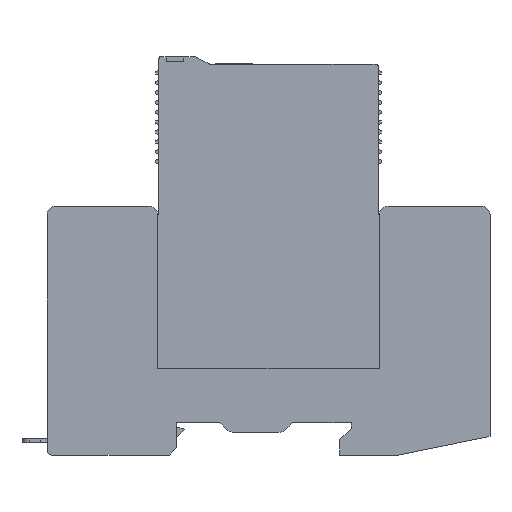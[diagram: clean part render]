
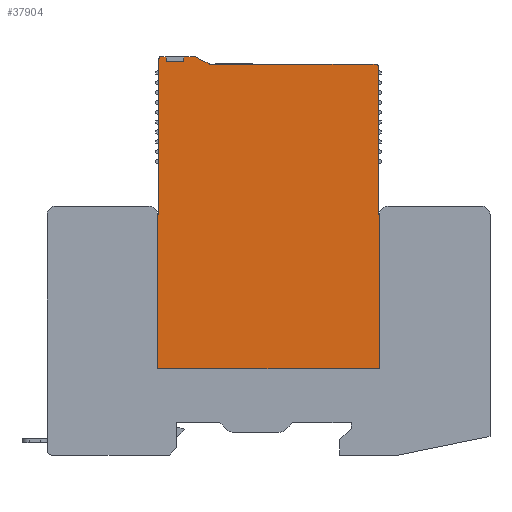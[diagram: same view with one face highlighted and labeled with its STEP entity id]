
A CAD part, front view. The second image highlights one B-rep face of the part: STEP entity #37904.
In plain terms, the highlighted planar face has unit normal (0, -1, 0).
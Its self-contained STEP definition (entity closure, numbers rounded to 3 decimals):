
#35353=DIRECTION('',(-1.,0.,0.));
#35354=VECTOR('',#35353,3.5);
#35355=CARTESIAN_POINT('',(-30.247,-22.35,
74.796));
#35356=LINE('',#35355,#35354);
#35374=DIRECTION('',(0.,0.,1.));
#35375=VECTOR('',#35374,1.);
#35376=CARTESIAN_POINT('',(-30.247,-22.35,
74.796));
#35377=LINE('',#35376,#35375);
#35381=DIRECTION('',(1.,0.,0.));
#35382=VECTOR('',#35381,2.207);
#35383=CARTESIAN_POINT('',(-30.247,-22.35,
75.796));
#35384=LINE('',#35383,#35382);
#35388=CARTESIAN_POINT('',(-28.04,-22.35,
74.746));
#35389=DIRECTION('',(0.,1.,0.));
#35390=DIRECTION('',(0.,0.,1.));
#35391=AXIS2_PLACEMENT_3D('',#35388,#35389,#35390);
#35396=DIRECTION('',(0.891,0.,-0.454));
#35397=VECTOR('',#35396,2.802);
#35398=CARTESIAN_POINT('',(-27.563,-22.35,
75.682));
#35399=LINE('',#35398,#35397);
#35403=CARTESIAN_POINT('',(-24.59,-22.35,
75.346));
#35404=DIRECTION('',(0.,-1.,0.));
#35405=DIRECTION('',(-0.454,0.,-0.891));
#35406=AXIS2_PLACEMENT_3D('',#35403,#35404,#35405);
#35411=DIRECTION('',(1.,0.,0.));
#35412=VECTOR('',#35411,26.95);
#35413=CARTESIAN_POINT('',(-24.59,-22.35,
74.296));
#35414=LINE('',#35413,#35412);
#35418=DIRECTION('',(1.,0.,0.));
#35419=VECTOR('',#35418,1.);
#35420=CARTESIAN_POINT('',(7.96,-22.35,
74.296));
#35421=LINE('',#35420,#35419);
#35425=CARTESIAN_POINT('',(8.96,-22.35,
73.996));
#35426=DIRECTION('',(0.,1.,0.));
#35427=DIRECTION('',(0.,0.,1.));
#35428=AXIS2_PLACEMENT_3D('',#35425,#35426,#35427);
#35433=DIRECTION('',(0.,0.,-1.));
#35434=VECTOR('',#35433,30.3);
#35435=CARTESIAN_POINT('',(9.26,-22.35,
73.996));
#35436=LINE('',#35435,#35434);
#35440=DIRECTION('',(1.,0.,0.));
#35441=VECTOR('',#35440,0.25);
#35442=CARTESIAN_POINT('',(9.26,-22.35,
43.696));
#35443=LINE('',#35442,#35441);
#35447=DIRECTION('',(0.,0.,-1.));
#35448=VECTOR('',#35447,31.3);
#35449=CARTESIAN_POINT('',(9.51,-22.35,
43.696));
#35450=LINE('',#35449,#35448);
#35454=DIRECTION('',(-1.,0.,0.));
#35455=VECTOR('',#35454,45.);
#35456=CARTESIAN_POINT('',(9.51,-22.35,
12.396));
#35457=LINE('',#35456,#35455);
#35461=DIRECTION('',(1.,0.,0.));
#35462=VECTOR('',#35461,0.25);
#35463=CARTESIAN_POINT('',(-35.49,-22.35,
43.696));
#35464=LINE('',#35463,#35462);
#35468=DIRECTION('',(0.,0.,1.));
#35469=VECTOR('',#35468,31.8);
#35470=CARTESIAN_POINT('',(-35.24,-22.35,
43.696));
#35471=LINE('',#35470,#35469);
#35475=CARTESIAN_POINT('',(-34.94,-22.35,
75.496));
#35476=DIRECTION('',(0.,1.,0.));
#35477=DIRECTION('',(-1.,0.,0.));
#35478=AXIS2_PLACEMENT_3D('',#35475,#35476,#35477);
#35483=DIRECTION('',(1.,0.,0.));
#35484=VECTOR('',#35483,1.193);
#35485=CARTESIAN_POINT('',(-34.94,-22.35,
75.796));
#35486=LINE('',#35485,#35484);
#35812=DIRECTION('',(0.,0.,-1.));
#35813=VECTOR('',#35812,31.3);
#35814=CARTESIAN_POINT('',(-35.49,-22.35,
43.696));
#35815=LINE('',#35814,#35813);
#36449=DIRECTION('',(0.,0.,-1.));
#36450=VECTOR('',#36449,0.1);
#36451=CARTESIAN_POINT('',(7.96,-22.35,
74.296));
#36452=LINE('',#36451,#36450);
#36463=DIRECTION('',(-1.,0.,0.));
#36464=VECTOR('',#36463,5.6);
#36465=CARTESIAN_POINT('',(7.96,-22.35,
74.196));
#36466=LINE('',#36465,#36464);
#36484=DIRECTION('',(0.,0.,1.));
#36485=VECTOR('',#36484,0.1);
#36486=CARTESIAN_POINT('',(2.36,-22.35,
74.196));
#36487=LINE('',#36486,#36485);
#36729=DIRECTION('',(0.,0.,1.));
#36730=VECTOR('',#36729,1.);
#36731=CARTESIAN_POINT('',(-33.747,-22.35,
74.796));
#36732=LINE('',#36731,#36730);
#37377=CARTESIAN_POINT('',(-35.24,-22.35,
43.696));
#37378=VERTEX_POINT('',#37377);
#37379=CARTESIAN_POINT('',(-35.49,-22.35,
43.696));
#37380=VERTEX_POINT('',#37379);
#37413=CARTESIAN_POINT('',(-30.247,-22.35,
74.796));
#37414=CARTESIAN_POINT('',(-33.747,-22.35,
74.796));
#37415=VERTEX_POINT('',#37413);
#37416=VERTEX_POINT('',#37414);
#37417=CARTESIAN_POINT('',(-30.247,-22.35,
75.796));
#37418=VERTEX_POINT('',#37417);
#37419=CARTESIAN_POINT('',(-28.04,-22.35,
75.796));
#37420=VERTEX_POINT('',#37419);
#37421=CARTESIAN_POINT('',(-27.563,-22.35,
75.682));
#37422=VERTEX_POINT('',#37421);
#37423=CARTESIAN_POINT('',(-25.066,-22.35,
74.411));
#37424=VERTEX_POINT('',#37423);
#37425=CARTESIAN_POINT('',(-24.59,-22.35,
74.296));
#37426=VERTEX_POINT('',#37425);
#37427=CARTESIAN_POINT('',(2.36,-22.35,
74.296));
#37428=VERTEX_POINT('',#37427);
#37429=CARTESIAN_POINT('',(2.36,-22.35,
74.196));
#37430=VERTEX_POINT('',#37429);
#37431=CARTESIAN_POINT('',(7.96,-22.35,
74.196));
#37432=VERTEX_POINT('',#37431);
#37433=CARTESIAN_POINT('',(7.96,-22.35,
74.296));
#37434=VERTEX_POINT('',#37433);
#37435=CARTESIAN_POINT('',(8.96,-22.35,
74.296));
#37436=VERTEX_POINT('',#37435);
#37437=CARTESIAN_POINT('',(9.26,-22.35,
73.996));
#37438=VERTEX_POINT('',#37437);
#37439=CARTESIAN_POINT('',(9.26,-22.35,
43.696));
#37440=VERTEX_POINT('',#37439);
#37441=CARTESIAN_POINT('',(9.51,-22.35,
43.696));
#37442=VERTEX_POINT('',#37441);
#37443=CARTESIAN_POINT('',(9.51,-22.35,
12.396));
#37444=VERTEX_POINT('',#37443);
#37445=CARTESIAN_POINT('',(-35.49,-22.35,
12.396));
#37446=VERTEX_POINT('',#37445);
#37447=CARTESIAN_POINT('',(-35.24,-22.35,
75.496));
#37448=VERTEX_POINT('',#37447);
#37449=CARTESIAN_POINT('',(-34.94,-22.35,
75.796));
#37450=VERTEX_POINT('',#37449);
#37451=CARTESIAN_POINT('',(-33.747,-22.35,
75.796));
#37452=VERTEX_POINT('',#37451);
#37855=CARTESIAN_POINT('',(-75.735,-22.35,
64.996));
#37856=DIRECTION('',(0.,1.,0.));
#37857=DIRECTION('',(1.,0.,0.));
#37858=AXIS2_PLACEMENT_3D('',#37855,#37856,#37857);
#37859=PLANE('',#37858);
#37860=ORIENTED_EDGE('',*,*,#37845,.F.);
#37862=ORIENTED_EDGE('',*,*,#37861,.T.);
#37864=ORIENTED_EDGE('',*,*,#37863,.T.);
#37866=ORIENTED_EDGE('',*,*,#37865,.T.);
#37868=ORIENTED_EDGE('',*,*,#37867,.T.);
#37870=ORIENTED_EDGE('',*,*,#37869,.T.);
#37872=ORIENTED_EDGE('',*,*,#37871,.T.);
#37874=ORIENTED_EDGE('',*,*,#37873,.F.);
#37876=ORIENTED_EDGE('',*,*,#37875,.F.);
#37878=ORIENTED_EDGE('',*,*,#37877,.F.);
#37880=ORIENTED_EDGE('',*,*,#37879,.T.);
#37882=ORIENTED_EDGE('',*,*,#37881,.T.);
#37884=ORIENTED_EDGE('',*,*,#37883,.T.);
#37886=ORIENTED_EDGE('',*,*,#37885,.T.);
#37888=ORIENTED_EDGE('',*,*,#37887,.T.);
#37890=ORIENTED_EDGE('',*,*,#37889,.T.);
#37892=ORIENTED_EDGE('',*,*,#37891,.F.);
#37893=ORIENTED_EDGE('',*,*,#37790,.T.);
#37895=ORIENTED_EDGE('',*,*,#37894,.T.);
#37897=ORIENTED_EDGE('',*,*,#37896,.T.);
#37899=ORIENTED_EDGE('',*,*,#37898,.T.);
#37901=ORIENTED_EDGE('',*,*,#37900,.F.);
#37902=EDGE_LOOP('',(#37860,#37862,#37864,#37866,#37868,#37870,#37872,#37874,
#37876,#37878,#37880,#37882,#37884,#37886,#37888,#37890,#37892,#37893,#37895,
#37897,#37899,#37901));
#37903=FACE_OUTER_BOUND('',#37902,.F.);
#35392=CIRCLE('',#35391,1.05);
#35407=CIRCLE('',#35406,1.05);
#35429=CIRCLE('',#35428,0.3);
#35479=CIRCLE('',#35478,0.3);
#37790=EDGE_CURVE('',#37380,#37378,#35464,.T.);
#37845=EDGE_CURVE('',#37415,#37416,#35356,.T.);
#37861=EDGE_CURVE('',#37415,#37418,#35377,.T.);
#37863=EDGE_CURVE('',#37418,#37420,#35384,.T.);
#37865=EDGE_CURVE('',#37420,#37422,#35392,.T.);
#37867=EDGE_CURVE('',#37422,#37424,#35399,.T.);
#37869=EDGE_CURVE('',#37424,#37426,#35407,.T.);
#37871=EDGE_CURVE('',#37426,#37428,#35414,.T.);
#37873=EDGE_CURVE('',#37430,#37428,#36487,.T.);
#37875=EDGE_CURVE('',#37432,#37430,#36466,.T.);
#37877=EDGE_CURVE('',#37434,#37432,#36452,.T.);
#37879=EDGE_CURVE('',#37434,#37436,#35421,.T.);
#37881=EDGE_CURVE('',#37436,#37438,#35429,.T.);
#37883=EDGE_CURVE('',#37438,#37440,#35436,.T.);
#37885=EDGE_CURVE('',#37440,#37442,#35443,.T.);
#37887=EDGE_CURVE('',#37442,#37444,#35450,.T.);
#37889=EDGE_CURVE('',#37444,#37446,#35457,.T.);
#37891=EDGE_CURVE('',#37380,#37446,#35815,.T.);
#37894=EDGE_CURVE('',#37378,#37448,#35471,.T.);
#37896=EDGE_CURVE('',#37448,#37450,#35479,.T.);
#37898=EDGE_CURVE('',#37450,#37452,#35486,.T.);
#37900=EDGE_CURVE('',#37416,#37452,#36732,.T.);
#37904=ADVANCED_FACE('',(#37903),#37859,.F.);
